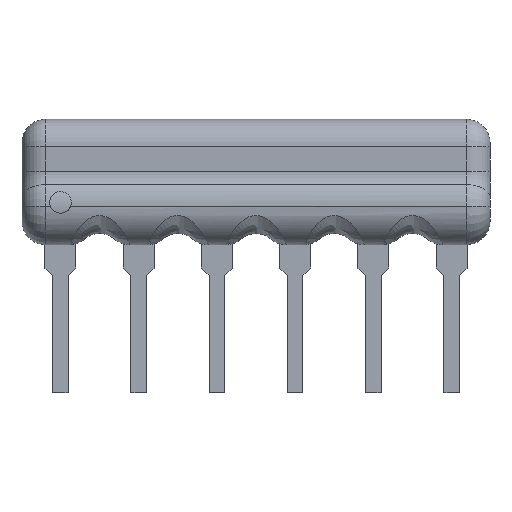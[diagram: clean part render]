
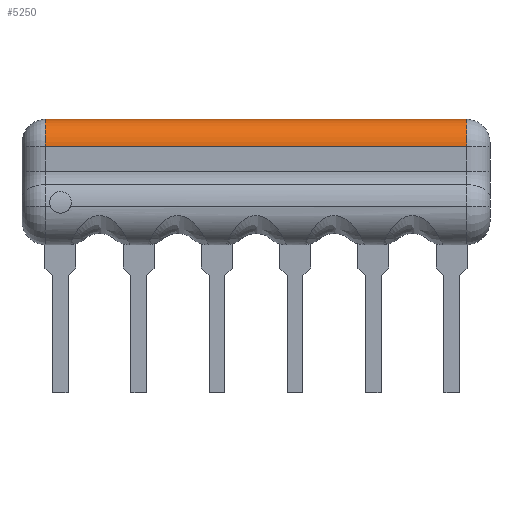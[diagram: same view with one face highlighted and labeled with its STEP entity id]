
A CAD part, top view. The second image highlights one B-rep face of the part: STEP entity #5250.
In plain terms, the highlighted cylindrical face has radius 0.889 mm (diameter 1.778 mm), a partial arc.
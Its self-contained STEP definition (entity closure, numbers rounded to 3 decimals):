
#16 = EDGE_CURVE ( 'NONE', #2075, #53, #626, .T. ) ;
#53 = VERTEX_POINT ( 'NONE', #1328 ) ;
#138 = LINE ( 'NONE', #3443, #5310 ) ;
#543 = AXIS2_PLACEMENT_3D ( 'NONE', #2946, #917, #4989 ) ;
#626 = CIRCLE ( 'NONE', #2959, 0.889 ) ;
#917 = DIRECTION ( 'NONE',  ( 1., 0., 0. ) ) ;
#924 = ORIENTED_EDGE ( 'NONE', *, *, #2845, .F. ) ;
#991 = CARTESIAN_POINT ( 'NONE',  ( 7.595, 4.191, 0. ) ) ;
#1037 = AXIS2_PLACEMENT_3D ( 'NONE', #991, #4776, #4288 ) ;
#1328 = CARTESIAN_POINT ( 'NONE',  ( 6.833, 4.191, -0.889 ) ) ;
#1359 = CARTESIAN_POINT ( 'NONE',  ( -6.833, 4.191, -0.889 ) ) ;
#1580 = DIRECTION ( 'NONE',  ( 0., 0., 1. ) ) ;
#1665 = VERTEX_POINT ( 'NONE', #3556 ) ;
#1896 = EDGE_LOOP ( 'NONE', ( #924, #1982, #4115, #4434 ) ) ;
#1982 = ORIENTED_EDGE ( 'NONE', *, *, #16, .T. ) ;
#1988 = EDGE_CURVE ( 'NONE', #53, #2523, #138, .T. ) ;
#1996 = DIRECTION ( 'NONE',  ( -1., 0., 0. ) ) ;
#2069 = EDGE_CURVE ( 'NONE', #2523, #1665, #2456, .T. ) ;
#2075 = VERTEX_POINT ( 'NONE', #4269 ) ;
#2428 = LINE ( 'NONE', #4556, #2542 ) ;
#2456 = CIRCLE ( 'NONE', #543, 0.889 ) ;
#2523 = VERTEX_POINT ( 'NONE', #1359 ) ;
#2542 = VECTOR ( 'NONE', #1996, 1000. ) ;
#2641 = FACE_OUTER_BOUND ( 'NONE', #1896, .T. ) ;
#2845 = EDGE_CURVE ( 'NONE', #2075, #1665, #2428, .T. ) ;
#2946 = CARTESIAN_POINT ( 'NONE',  ( -6.833, 4.191, 0. ) ) ;
#2959 = AXIS2_PLACEMENT_3D ( 'NONE', #3999, #3187, #1580 ) ;
#3187 = DIRECTION ( 'NONE',  ( -1., 0., 0. ) ) ;
#3443 = CARTESIAN_POINT ( 'NONE',  ( 7.595, 4.191, -0.889 ) ) ;
#3556 = CARTESIAN_POINT ( 'NONE',  ( -6.833, 4.191, 0.889 ) ) ;
#3937 = CYLINDRICAL_SURFACE ( 'NONE', #1037, 0.889 ) ;
#3999 = CARTESIAN_POINT ( 'NONE',  ( 6.833, 4.191, 0. ) ) ;
#4115 = ORIENTED_EDGE ( 'NONE', *, *, #1988, .T. ) ;
#4269 = CARTESIAN_POINT ( 'NONE',  ( 6.833, 4.191, 0.889 ) ) ;
#4288 = DIRECTION ( 'NONE',  ( 0., 0., 1. ) ) ;
#4434 = ORIENTED_EDGE ( 'NONE', *, *, #2069, .T. ) ;
#4556 = CARTESIAN_POINT ( 'NONE',  ( 7.595, 4.191, 0.889 ) ) ;
#4776 = DIRECTION ( 'NONE',  ( -1., 0., 0. ) ) ;
#4989 = DIRECTION ( 'NONE',  ( 0., 0., 1. ) ) ;
#5089 = DIRECTION ( 'NONE',  ( -1., 0., 0. ) ) ;
#5250 = ADVANCED_FACE ( 'NONE', ( #2641 ), #3937, .T. ) ;
#5310 = VECTOR ( 'NONE', #5089, 1000. ) ;
